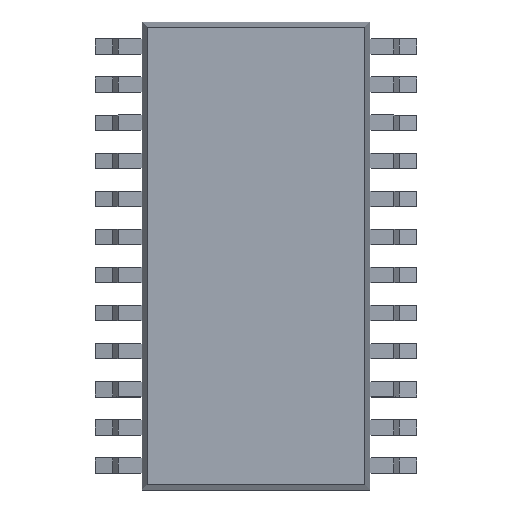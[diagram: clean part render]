
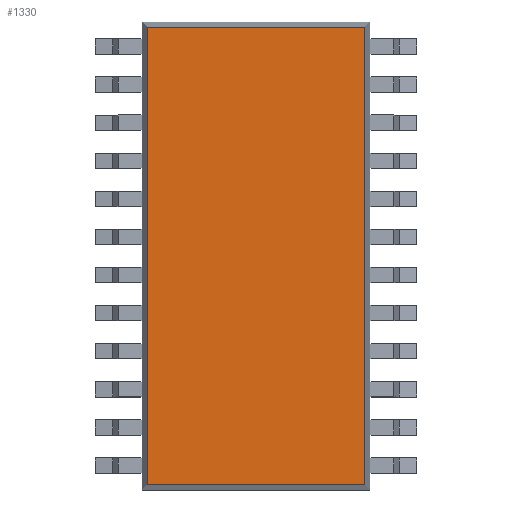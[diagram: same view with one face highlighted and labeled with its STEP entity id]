
A CAD part, top view. The second image highlights one B-rep face of the part: STEP entity #1330.
In plain terms, the highlighted planar face has unit normal (0, 0, 1).
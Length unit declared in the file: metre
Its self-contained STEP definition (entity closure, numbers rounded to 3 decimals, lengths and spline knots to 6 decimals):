
#1244 = EDGE_CURVE( '', #3302, #3303, #3304, .T. );
#1330 = ADVANCED_FACE( '', ( #3440 ), #3441, .F. );
#1642 = EDGE_CURVE( '', #3233, #3302, #3887, .T. );
#2206 = EDGE_CURVE( '', #2990, #3233, #4618, .T. );
#2516 = EDGE_CURVE( '', #3303, #2990, #4969, .T. );
#2990 = VERTEX_POINT( '', #5552 );
#3233 = VERTEX_POINT( '', #5897 );
#3302 = VERTEX_POINT( '', #6002 );
#3303 = VERTEX_POINT( '', #6003 );
#3304 = LINE( '', #6004, #6005 );
#3440 = FACE_OUTER_BOUND( '', #6199, .T. );
#3441 = PLANE( '', #6200 );
#3887 = LINE( '', #6865, #6866 );
#4618 = LINE( '', #7978, #7979 );
#4969 = LINE( '', #8577, #8578 );
#5552 = CARTESIAN_POINT( '', ( -0.003629, -0.007619, 0.00264 ) );
#5897 = CARTESIAN_POINT( '', ( 0.003615, -0.007619, 0.00264 ) );
#6002 = CARTESIAN_POINT( '', ( 0.003615, 0.007625, 0.00264 ) );
#6003 = CARTESIAN_POINT( '', ( -0.003629, 0.007625, 0.00264 ) );
#6004 = CARTESIAN_POINT( '', ( 0.003793, 0.007625, 0.00264 ) );
#6005 = VECTOR( '', #9495, 1. );
#6199 = EDGE_LOOP( '', ( #9634, #9635, #9636, #9637 ) );
#6200 = AXIS2_PLACEMENT_3D( '', #9638, #9639, #9640 );
#6865 = CARTESIAN_POINT( '', ( 0.003615, -0.007797, 0.00264 ) );
#6866 = VECTOR( '', #10162, 1. );
#7978 = CARTESIAN_POINT( '', ( -0.003807, -0.007619, 0.00264 ) );
#7979 = VECTOR( '', #11205, 1. );
#8577 = CARTESIAN_POINT( '', ( -0.003629, 0.007803, 0.00264 ) );
#8578 = VECTOR( '', #11621, 1. );
#9495 = DIRECTION( '', ( -1., 0., 0. ) );
#9634 = ORIENTED_EDGE( '', *, *, #1244, .T. );
#9635 = ORIENTED_EDGE( '', *, *, #2516, .T. );
#9636 = ORIENTED_EDGE( '', *, *, #2206, .T. );
#9637 = ORIENTED_EDGE( '', *, *, #1642, .T. );
#9638 = CARTESIAN_POINT( '', ( -0.000007, 0.000003, 0.00264 ) );
#9639 = DIRECTION( '', ( 0., 0., -1. ) );
#9640 = DIRECTION( '', ( -1., 0., 0. ) );
#10162 = DIRECTION( '', ( 0., 1., 0. ) );
#11205 = DIRECTION( '', ( 1., 0., 0. ) );
#11621 = DIRECTION( '', ( 0., -1., 0. ) );
